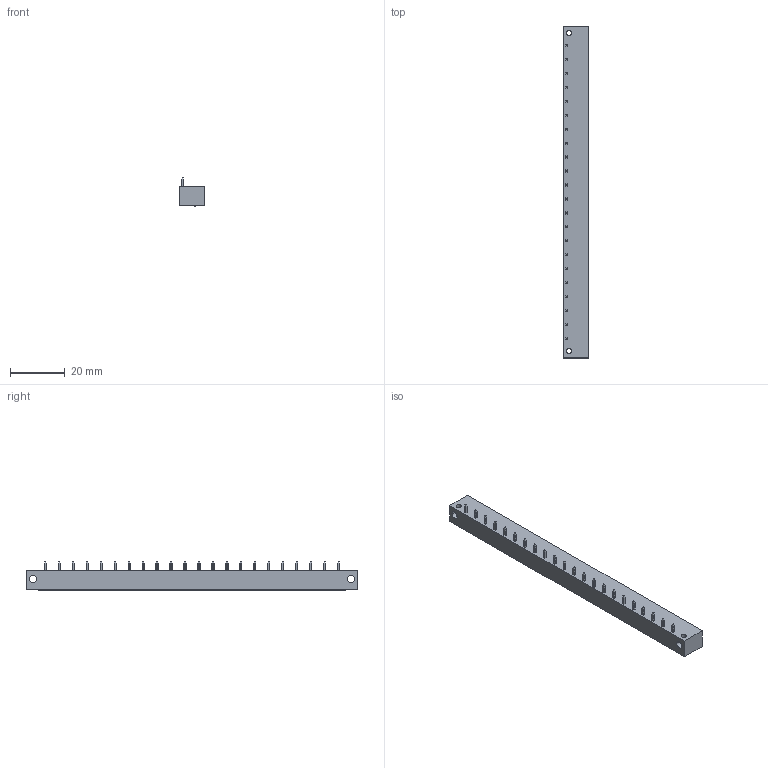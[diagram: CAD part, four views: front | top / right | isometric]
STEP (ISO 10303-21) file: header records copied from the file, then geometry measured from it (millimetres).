
FILE_DESCRIPTION((''),'2;1');
FILE_NAME('TLPHW-313R-XXP','2024-10-30T13:16:36',('sheji'),(''),'CREO PARAMETRIC BY PTC INC, 2018100','CREO PARAMETRIC BY PTC INC, 2018100','');
FILE_SCHEMA(('CONFIG_CONTROL_DESIGN'));
Length unit declared in the file: millimetre
Products named in the file (1): TLPHW-313R-XXP
Bounding box: 9.2 x 120.78 x 10.65 mm (x, y, z)
Volume: 5322.3 mm3; surface area: 8149.8 mm2
Topology: 1 solids, 1 shells, 1268 faces, 3303 edges, 2126 vertices
Faces by surface type: plane 987, cylinder 211, cone 70
Entity records: 38592 total; most frequent: CARTESIAN_POINT 7980, ORIENTED_EDGE 6606, DIRECTION 5787, EDGE_CURVE 3303, VECTOR 2547, LINE 2547, VERTEX_POINT 2126, AXIS2_PLACEMENT_3D 1620
